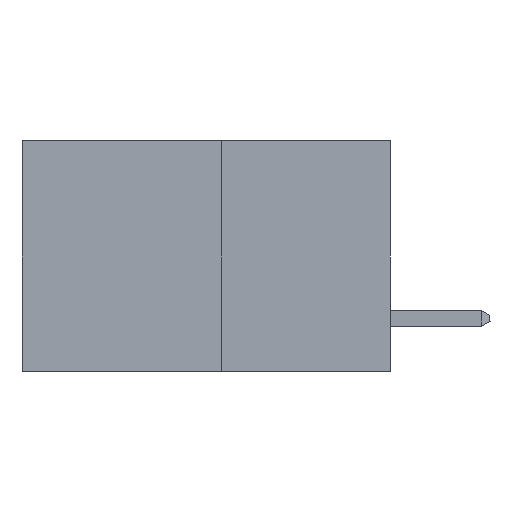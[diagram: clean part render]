
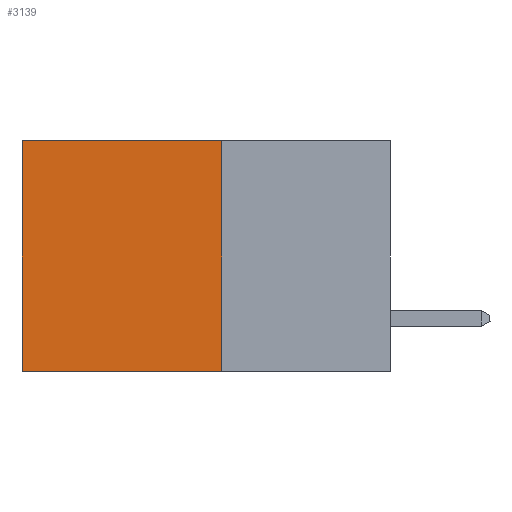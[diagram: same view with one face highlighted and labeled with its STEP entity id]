
A CAD part, left-side view. The second image highlights one B-rep face of the part: STEP entity #3139.
In plain terms, the highlighted planar face has unit normal (-1, 0, 0).
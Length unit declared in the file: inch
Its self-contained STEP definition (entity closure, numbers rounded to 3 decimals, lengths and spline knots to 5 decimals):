
#688 = DIRECTION ( 'NONE',  ( 0., 1., 0. ) ) ;
#1075 = ORIENTED_EDGE ( 'NONE', *, *, #20129, .F. ) ;
#3139 = ADVANCED_FACE ( 'NONE', ( #18231 ), #18936, .F. ) ;
#3825 = VERTEX_POINT ( 'NONE', #27371 ) ;
#3861 = CARTESIAN_POINT ( 'NONE',  ( 0.277, 0.27, -0.37 ) ) ;
#4483 = CARTESIAN_POINT ( 'NONE',  ( 0.277, 0.27, 0. ) ) ;
#6550 = DIRECTION ( 'NONE',  ( 0., 0., -1. ) ) ;
#7300 = EDGE_CURVE ( 'NONE', #3825, #17291, #14901, .T. ) ;
#8529 = DIRECTION ( 'NONE',  ( 0., 0., -1. ) ) ;
#9015 = CARTESIAN_POINT ( 'NONE',  ( 0.277, 0.27, -0.37 ) ) ;
#9020 = EDGE_LOOP ( 'NONE', ( #13194, #1075, #9462, #11003 ) ) ;
#9217 = VECTOR ( 'NONE', #688, 39.37008 ) ;
#9462 = ORIENTED_EDGE ( 'NONE', *, *, #7300, .F. ) ;
#11003 = ORIENTED_EDGE ( 'NONE', *, *, #15258, .T. ) ;
#13194 = ORIENTED_EDGE ( 'NONE', *, *, #15846, .T. ) ;
#14197 = VECTOR ( 'NONE', #8529, 39.37008 ) ;
#14320 = CARTESIAN_POINT ( 'NONE',  ( 0.277, 0.27, -0.37 ) ) ;
#14901 = LINE ( 'NONE', #3861, #14197 ) ;
#15258 = EDGE_CURVE ( 'NONE', #3825, #24603, #28451, .T. ) ;
#15846 = EDGE_CURVE ( 'NONE', #24603, #16144, #21566, .T. ) ;
#16144 = VERTEX_POINT ( 'NONE', #23295 ) ;
#17291 = VERTEX_POINT ( 'NONE', #9015 ) ;
#17913 = CARTESIAN_POINT ( 'NONE',  ( 0.277, 0.27, -0.37 ) ) ;
#18231 = FACE_OUTER_BOUND ( 'NONE', #9020, .T. ) ;
#18936 = PLANE ( 'NONE',  #25381 ) ;
#20129 = EDGE_CURVE ( 'NONE', #17291, #16144, #26618, .T. ) ;
#20861 = CARTESIAN_POINT ( 'NONE',  ( 0.277, 0.59, 0. ) ) ;
#21566 = LINE ( 'NONE', #22425, #26897 ) ;
#21838 = DIRECTION ( 'NONE',  ( 0., 0., -1. ) ) ;
#22041 = DIRECTION ( 'NONE',  ( 1., 0., 0. ) ) ;
#22425 = CARTESIAN_POINT ( 'NONE',  ( 0.277, 0.59, -0.37 ) ) ;
#23295 = CARTESIAN_POINT ( 'NONE',  ( 0.277, 0.59, -0.37 ) ) ;
#24603 = VERTEX_POINT ( 'NONE', #20861 ) ;
#24949 = DIRECTION ( 'NONE',  ( 0., 1., 0. ) ) ;
#25381 = AXIS2_PLACEMENT_3D ( 'NONE', #17913, #22041, #21838 ) ;
#26618 = LINE ( 'NONE', #14320, #9217 ) ;
#26897 = VECTOR ( 'NONE', #6550, 39.37008 ) ;
#27371 = CARTESIAN_POINT ( 'NONE',  ( 0.277, 0.27, 0. ) ) ;
#27730 = VECTOR ( 'NONE', #24949, 39.37008 ) ;
#28451 = LINE ( 'NONE', #4483, #27730 ) ;
